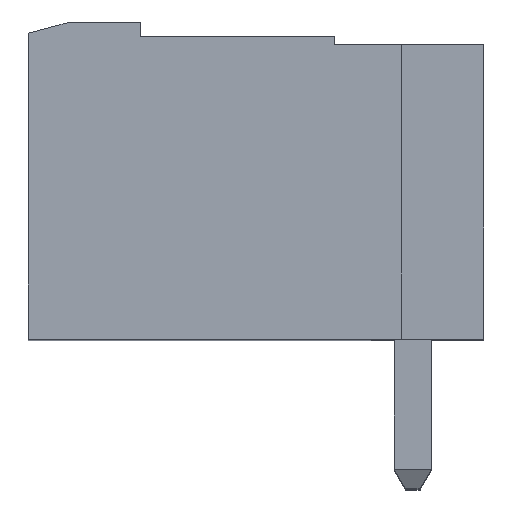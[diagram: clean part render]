
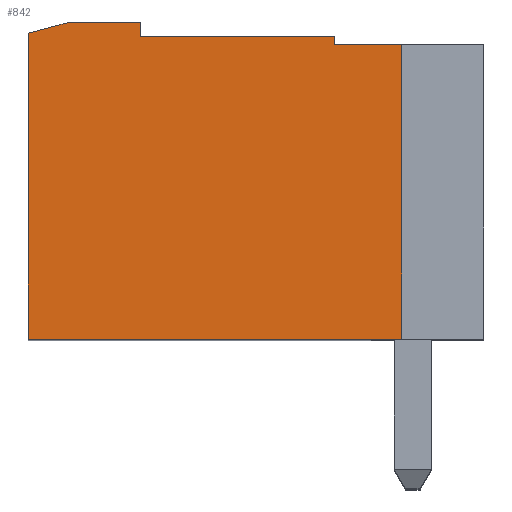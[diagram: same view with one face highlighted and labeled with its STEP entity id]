
A CAD part, top view. The second image highlights one B-rep face of the part: STEP entity #842.
In plain terms, the highlighted planar face has unit normal (0, 0, 1).
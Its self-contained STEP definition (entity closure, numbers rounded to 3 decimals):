
#842 = ADVANCED_FACE( '', ( #1706 ), #1707, .T. );
#1706 = FACE_OUTER_BOUND( '', #2584, .T. );
#1707 = PLANE( '', #2585 );
#2584 = EDGE_LOOP( '', ( #5082, #5083, #5084, #5085, #5086, #5087, #5088, #5089, #5090 ) );
#2585 = AXIS2_PLACEMENT_3D( '', #5091, #5092, #5093 );
#5082 = ORIENTED_EDGE( '', *, *, #6109, .F. );
#5083 = ORIENTED_EDGE( '', *, *, #6055, .F. );
#5084 = ORIENTED_EDGE( '', *, *, #6122, .F. );
#5085 = ORIENTED_EDGE( '', *, *, #5822, .F. );
#5086 = ORIENTED_EDGE( '', *, *, #5616, .F. );
#5087 = ORIENTED_EDGE( '', *, *, #5655, .F. );
#5088 = ORIENTED_EDGE( '', *, *, #5701, .F. );
#5089 = ORIENTED_EDGE( '', *, *, #6220, .F. );
#5090 = ORIENTED_EDGE( '', *, *, #5307, .F. );
#5091 = CARTESIAN_POINT( '', ( 204.225, 204.11, 26.4 ) );
#5092 = DIRECTION( '', ( 0., 0., 1. ) );
#5093 = DIRECTION( '', ( 0., 1., 0. ) );
#5307 = EDGE_CURVE( '', #6386, #6388, #6389, .T. );
#5616 = EDGE_CURVE( '', #6908, #6903, #6910, .T. );
#5655 = EDGE_CURVE( '', #6970, #6908, #6972, .T. );
#5701 = EDGE_CURVE( '', #7048, #6970, #7050, .T. );
#5822 = EDGE_CURVE( '', #6903, #7225, #7229, .T. );
#6055 = EDGE_CURVE( '', #7520, #7522, #7523, .T. );
#6109 = EDGE_CURVE( '', #7522, #6386, #7583, .T. );
#6122 = EDGE_CURVE( '', #7225, #7520, #7598, .T. );
#6220 = EDGE_CURVE( '', #6388, #7048, #7702, .T. );
#6386 = VERTEX_POINT( '', #7930 );
#6388 = VERTEX_POINT( '', #7933 );
#6389 = LINE( '', #7934, #7935 );
#6903 = VERTEX_POINT( '', #8691 );
#6908 = VERTEX_POINT( '', #8698 );
#6910 = LINE( '', #8701, #8702 );
#6970 = VERTEX_POINT( '', #8788 );
#6972 = LINE( '', #8791, #8792 );
#7048 = VERTEX_POINT( '', #8904 );
#7050 = LINE( '', #8907, #8908 );
#7225 = VERTEX_POINT( '', #9170 );
#7229 = LINE( '', #9176, #9177 );
#7520 = VERTEX_POINT( '', #9632 );
#7522 = VERTEX_POINT( '', #9635 );
#7523 = LINE( '', #9636, #9637 );
#7583 = LINE( '', #9730, #9731 );
#7598 = LINE( '', #9755, #9756 );
#7702 = LINE( '', #9896, #9897 );
#7930 = CARTESIAN_POINT( '', ( 194.225, 196.21, 26.4 ) );
#7933 = CARTESIAN_POINT( '', ( 194.225, 204.41, 26.4 ) );
#7934 = CARTESIAN_POINT( '', ( 194.225, 204.41, 26.4 ) );
#7935 = VECTOR( '', #9996, 1000. );
#8691 = CARTESIAN_POINT( '', ( 202.425, 204.31, 26.4 ) );
#8698 = CARTESIAN_POINT( '', ( 197.225, 204.31, 26.4 ) );
#8701 = CARTESIAN_POINT( '', ( 202.425, 204.31, 26.4 ) );
#8702 = VECTOR( '', #10266, 1000. );
#8788 = CARTESIAN_POINT( '', ( 197.225, 204.71, 26.4 ) );
#8791 = CARTESIAN_POINT( '', ( 197.225, 204.31, 26.4 ) );
#8792 = VECTOR( '', #10300, 1000. );
#8904 = CARTESIAN_POINT( '', ( 195.345, 204.71, 26.4 ) );
#8907 = CARTESIAN_POINT( '', ( 197.225, 204.71, 26.4 ) );
#8908 = VECTOR( '', #10341, 1000. );
#9170 = CARTESIAN_POINT( '', ( 202.425, 204.11, 26.4 ) );
#9176 = CARTESIAN_POINT( '', ( 202.425, 204.11, 26.4 ) );
#9177 = VECTOR( '', #10443, 1000. );
#9632 = CARTESIAN_POINT( '', ( 204.225, 204.11, 26.4 ) );
#9635 = CARTESIAN_POINT( '', ( 204.225, 196.21, 26.4 ) );
#9636 = CARTESIAN_POINT( '', ( 204.225, 196.21, 26.4 ) );
#9637 = VECTOR( '', #10600, 1000. );
#9730 = CARTESIAN_POINT( '', ( 194.225, 196.21, 26.4 ) );
#9731 = VECTOR( '', #10634, 1000. );
#9755 = CARTESIAN_POINT( '', ( 204.225, 204.11, 26.4 ) );
#9756 = VECTOR( '', #10644, 1000. );
#9896 = CARTESIAN_POINT( '', ( 195.345, 204.71, 26.4 ) );
#9897 = VECTOR( '', #10702, 1000. );
#9996 = DIRECTION( '', ( 0., 1., 0. ) );
#10266 = DIRECTION( '', ( 1., 0., 0. ) );
#10300 = DIRECTION( '', ( 0., -1., 0. ) );
#10341 = DIRECTION( '', ( 1., 0., 0. ) );
#10443 = DIRECTION( '', ( 0., -1., 0. ) );
#10600 = DIRECTION( '', ( 0., -1., 0. ) );
#10634 = DIRECTION( '', ( -1., 0., 0. ) );
#10644 = DIRECTION( '', ( 1., 0., 0. ) );
#10702 = DIRECTION( '', ( 0.966, 0.259, 0. ) );
